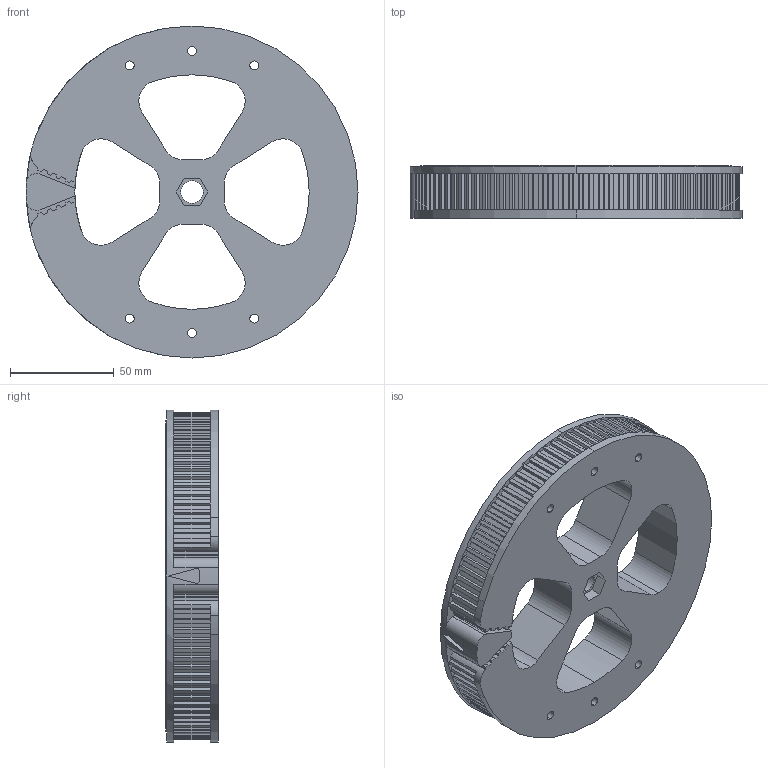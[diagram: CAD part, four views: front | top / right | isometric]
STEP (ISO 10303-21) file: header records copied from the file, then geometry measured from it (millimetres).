
FILE_DESCRIPTION (( 'STEP AP203' ), '1' );
FILE_NAME ('1M1B_Predeterminado_sldprt.STEP', '2024-02-29T15:19:24', ( '' ), ( '' ), 'SwSTEP 2.0', 'SolidWorks 2022', '' );
FILE_SCHEMA (( 'CONFIG_CONTROL_DESIGN' ));
Length unit declared in the file: millimetre
Products named in the file (1): 1M1B_Predeterminado_sldprt
Bounding box: 160 x 25.5 x 160 mm (x, y, z)
Volume: 327781.5 mm3; surface area: 65012.3 mm2
Topology: 1 solids, 1 shells, 536 faces, 1578 edges, 1052 vertices
Faces by surface type: plane 294, cylinder 242
Entity records: 18079 total; most frequent: CARTESIAN_POINT 3180, ORIENTED_EDGE 3156, DIRECTION 3140, EDGE_CURVE 1578, LINE 1084, VECTOR 1084, VERTEX_POINT 1052, AXIS2_PLACEMENT_3D 1028
